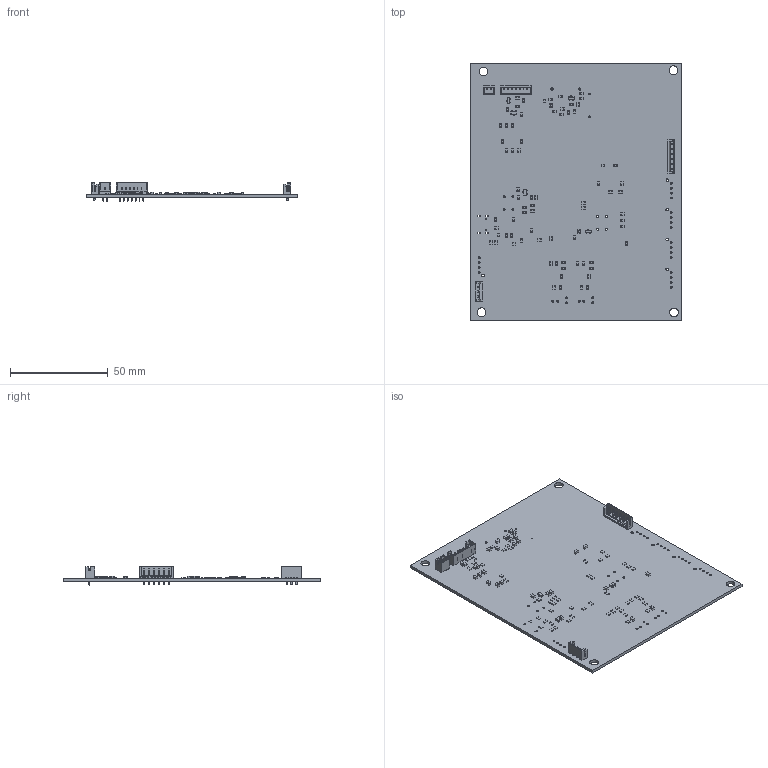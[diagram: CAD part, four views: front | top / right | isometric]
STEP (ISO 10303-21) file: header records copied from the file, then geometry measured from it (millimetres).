
FILE_DESCRIPTION(('KiCad electronic assembly'),'2;1');
FILE_NAME('BaseLine.step','2024-11-07T18:58:46',('Pcbnew'),('Kicad'), 'Open CASCADE STEP processor 7.7','KiCad to STEP converter','Unknown' );
FILE_SCHEMA(('AUTOMOTIVE_DESIGN { 1 0 10303 214 1 1 1 1 }'));
Length unit declared in the file: millimetre
Products named in the file (18): BaseLine 1; SOT-23; SOT_23; L_0805_2012Metric; C_0805_2012Metric; R_0805_2012Metric; JST_PH_B2B-PH-K_1x02_P2.00mm_Vertical; JST_B2B_PH_K; JST_EH_B6B-EH-A_1x06_P2.50mm_Vertical; JST_B6B_EH_A; JST_PH_B7B-PH-K_1x07_P2.00mm_Vertical; JST_B7B_PH_K; JST_EH_B3B-EH-A_1x03_P2.50mm_Vertical; JST_B3B_EH_A; BaseLine_PCB
Assembly tree (93 placements, depth 3):
  BaseLine 1
    SOT-23  x5
      SOT_23
    L_0805_2012Metric
      L_0805_2012Metric
    C_0805_2012Metric  x25
      C_0805_2012Metric
    R_0805_2012Metric  x49
      R_0805_2012Metric
    JST_PH_B2B-PH-K_1x02_P2.00mm_Vertical
      JST_B2B_PH_K
    JST_EH_B6B-EH-A_1x06_P2.50mm_Vertical
      JST_B6B_EH_A
    JST_PH_B7B-PH-K_1x07_P2.00mm_Vertical
      JST_B7B_PH_K
    JST_EH_B3B-EH-A_1x03_P2.50mm_Vertical
      JST_B3B_EH_A
    BaseLine_PCB
Bounding box: 108.24 x 131.61 x 9.4 mm (x, y, z)
Volume: 23285.7 mm3; surface area: 31974.3 mm2
Topology: 85 solids, 85 shells, 3073 faces, 7933 edges, 5116 vertices
Faces by surface type: plane 2093, cylinder 845, bspline 135
Full cylindrical faces by diameter (mm): 0.7 x2, 0.75 x11, 0.8 x4, 0.95 x9, 0.99 x8, 0.991 x20, 1.05 x4, 1.118 x2, 1.295 x5, 4.5 x4
Entity records: 32076 total; most frequent: CARTESIAN_POINT 4705, ORIENTED_EDGE 4442, DIRECTION 4271, EDGE_CURVE 2221, LINE 1939, VECTOR 1939, VERTEX_POINT 1428, AXIS2_PLACEMENT_3D 1166
